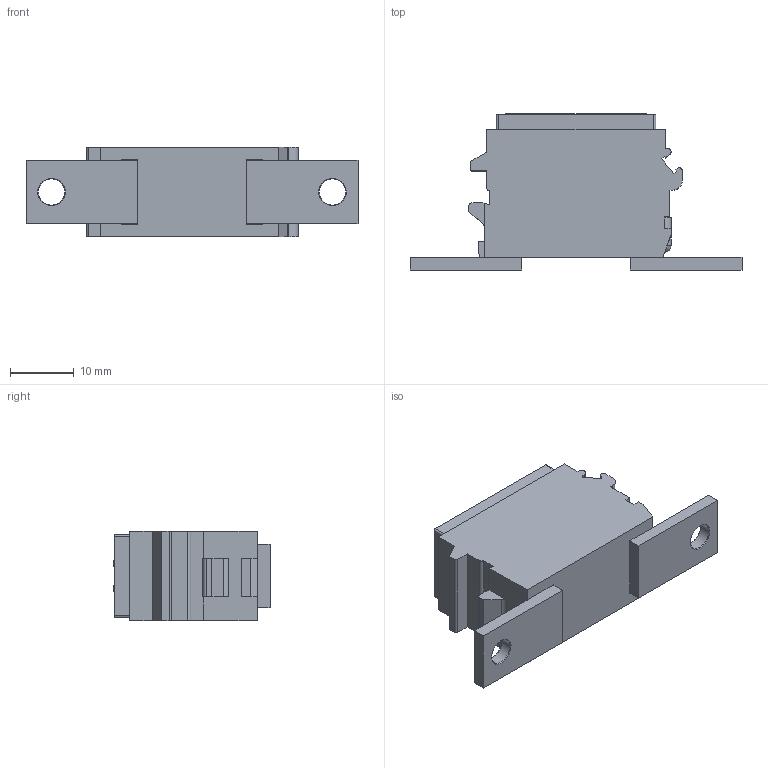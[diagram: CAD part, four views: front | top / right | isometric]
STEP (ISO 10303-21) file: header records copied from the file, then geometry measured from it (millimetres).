
FILE_DESCRIPTION((''),'2;1');
FILE_NAME('00175820102','2020-09-01T',('presta_be4'),(''),'CREO PARAMETRIC BY PTC INC, 2018360','CREO PARAMETRIC BY PTC INC, 2018360','');
FILE_SCHEMA(('CONFIG_CONTROL_DESIGN'));
Products named in the file (1): 00175820102
Bounding box: 52 x 24.46 x 14 mm (x, y, z)
Volume: 7910.5 mm3; surface area: 11780.8 mm2
Topology: 6 solids, 6 shells, 3633 faces, 9345 edges, 5788 vertices
Faces by surface type: plane 1931, cylinder 697, cone 696, torus 292, bspline 17
Entity records: 117230 total; most frequent: CARTESIAN_POINT 27661, DIRECTION 19420, ORIENTED_EDGE 18634, EDGE_CURVE 9317, AXIS2_PLACEMENT_3D 7498, VERTEX_POINT 5788, VECTOR 4424, LINE 4424
